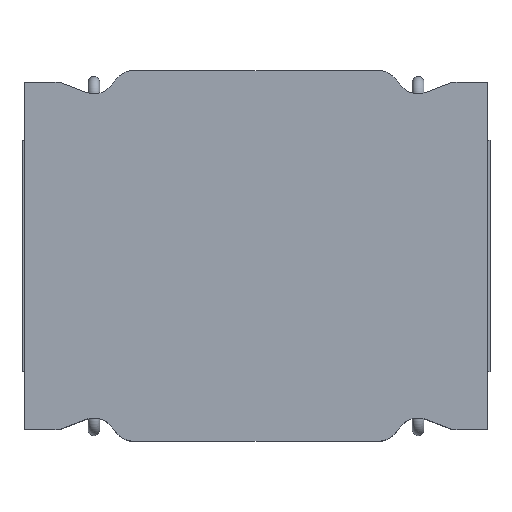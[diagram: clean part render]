
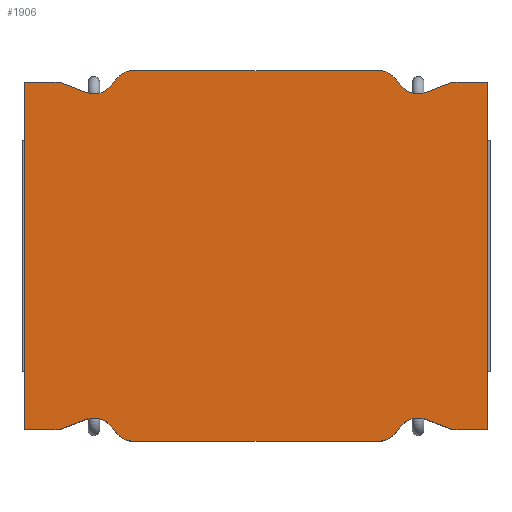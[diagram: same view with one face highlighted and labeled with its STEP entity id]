
A CAD part, top view. The second image highlights one B-rep face of the part: STEP entity #1906.
In plain terms, the highlighted planar face has unit normal (0, 0, 1).
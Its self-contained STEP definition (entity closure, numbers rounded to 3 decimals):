
#95=PLANE('',#2106);
#208=FACE_OUTER_BOUND('',#314,.T.);
#314=EDGE_LOOP('',(#1558,#1559,#1560,#1561,#1562,#1563,#1564,#1565,#1566,
#1567,#1568,#1569,#1570,#1571,#1572,#1573,#1574,#1575,#1576,#1577));
#439=LINE('',#3462,#586);
#440=LINE('',#3468,#587);
#441=LINE('',#3470,#588);
#442=LINE('',#3472,#589);
#443=LINE('',#3474,#590);
#444=LINE('',#3476,#591);
#445=LINE('',#3482,#592);
#446=LINE('',#3488,#593);
#447=LINE('',#3490,#594);
#448=LINE('',#3492,#595);
#449=LINE('',#3494,#596);
#450=LINE('',#3496,#597);
#586=VECTOR('',#2564,1.);
#587=VECTOR('',#2569,1.);
#588=VECTOR('',#2570,1.);
#589=VECTOR('',#2571,1.);
#590=VECTOR('',#2572,1.);
#591=VECTOR('',#2573,1.);
#592=VECTOR('',#2578,1.);
#593=VECTOR('',#2583,1.);
#594=VECTOR('',#2584,1.);
#595=VECTOR('',#2585,1.);
#596=VECTOR('',#2586,1.);
#597=VECTOR('',#2587,1.);
#706=CIRCLE('',#2107,0.1);
#707=CIRCLE('',#2108,0.1);
#708=CIRCLE('',#2109,0.1);
#709=CIRCLE('',#2110,0.1);
#710=CIRCLE('',#2111,0.1);
#711=CIRCLE('',#2112,0.1);
#712=CIRCLE('',#2113,0.1);
#713=CIRCLE('',#2114,0.1);
#849=VERTEX_POINT('',#3460);
#850=VERTEX_POINT('',#3461);
#851=VERTEX_POINT('',#3463);
#852=VERTEX_POINT('',#3465);
#853=VERTEX_POINT('',#3467);
#854=VERTEX_POINT('',#3469);
#855=VERTEX_POINT('',#3471);
#856=VERTEX_POINT('',#3473);
#857=VERTEX_POINT('',#3475);
#858=VERTEX_POINT('',#3477);
#859=VERTEX_POINT('',#3479);
#860=VERTEX_POINT('',#3481);
#861=VERTEX_POINT('',#3483);
#862=VERTEX_POINT('',#3485);
#863=VERTEX_POINT('',#3487);
#864=VERTEX_POINT('',#3489);
#865=VERTEX_POINT('',#3491);
#866=VERTEX_POINT('',#3493);
#867=VERTEX_POINT('',#3495);
#868=VERTEX_POINT('',#3497);
#1092=EDGE_CURVE('',#849,#850,#439,.T.);
#1093=EDGE_CURVE('',#851,#849,#706,.T.);
#1094=EDGE_CURVE('',#852,#851,#707,.T.);
#1095=EDGE_CURVE('',#853,#852,#440,.T.);
#1096=EDGE_CURVE('',#854,#853,#441,.T.);
#1097=EDGE_CURVE('',#855,#854,#442,.T.);
#1098=EDGE_CURVE('',#856,#855,#443,.T.);
#1099=EDGE_CURVE('',#857,#856,#444,.T.);
#1100=EDGE_CURVE('',#858,#857,#708,.T.);
#1101=EDGE_CURVE('',#859,#858,#709,.T.);
#1102=EDGE_CURVE('',#860,#859,#445,.T.);
#1103=EDGE_CURVE('',#861,#860,#710,.T.);
#1104=EDGE_CURVE('',#862,#861,#711,.T.);
#1105=EDGE_CURVE('',#863,#862,#446,.T.);
#1106=EDGE_CURVE('',#864,#863,#447,.T.);
#1107=EDGE_CURVE('',#865,#864,#448,.T.);
#1108=EDGE_CURVE('',#866,#865,#449,.T.);
#1109=EDGE_CURVE('',#867,#866,#450,.T.);
#1110=EDGE_CURVE('',#868,#867,#712,.T.);
#1111=EDGE_CURVE('',#850,#868,#713,.T.);
#1558=ORIENTED_EDGE('',*,*,#1092,.F.);
#1559=ORIENTED_EDGE('',*,*,#1093,.F.);
#1560=ORIENTED_EDGE('',*,*,#1094,.F.);
#1561=ORIENTED_EDGE('',*,*,#1095,.F.);
#1562=ORIENTED_EDGE('',*,*,#1096,.F.);
#1563=ORIENTED_EDGE('',*,*,#1097,.F.);
#1564=ORIENTED_EDGE('',*,*,#1098,.F.);
#1565=ORIENTED_EDGE('',*,*,#1099,.F.);
#1566=ORIENTED_EDGE('',*,*,#1100,.F.);
#1567=ORIENTED_EDGE('',*,*,#1101,.F.);
#1568=ORIENTED_EDGE('',*,*,#1102,.F.);
#1569=ORIENTED_EDGE('',*,*,#1103,.F.);
#1570=ORIENTED_EDGE('',*,*,#1104,.F.);
#1571=ORIENTED_EDGE('',*,*,#1105,.F.);
#1572=ORIENTED_EDGE('',*,*,#1106,.F.);
#1573=ORIENTED_EDGE('',*,*,#1107,.F.);
#1574=ORIENTED_EDGE('',*,*,#1108,.F.);
#1575=ORIENTED_EDGE('',*,*,#1109,.F.);
#1576=ORIENTED_EDGE('',*,*,#1110,.F.);
#1577=ORIENTED_EDGE('',*,*,#1111,.F.);
#1906=ADVANCED_FACE('',(#208),#95,.F.);
#2106=AXIS2_PLACEMENT_3D('',#3459,#2562,#2563);
#2107=AXIS2_PLACEMENT_3D('',#3464,#2565,#2566);
#2108=AXIS2_PLACEMENT_3D('',#3466,#2567,#2568);
#2109=AXIS2_PLACEMENT_3D('',#3478,#2574,#2575);
#2110=AXIS2_PLACEMENT_3D('',#3480,#2576,#2577);
#2111=AXIS2_PLACEMENT_3D('',#3484,#2579,#2580);
#2112=AXIS2_PLACEMENT_3D('',#3486,#2581,#2582);
#2113=AXIS2_PLACEMENT_3D('',#3498,#2588,#2589);
#2114=AXIS2_PLACEMENT_3D('',#3499,#2590,#2591);
#2562=DIRECTION('center_axis',(0.,0.,-1.));
#2563=DIRECTION('ref_axis',(0.,-1.,0.));
#2564=DIRECTION('',(1.,0.,0.));
#2565=DIRECTION('center_axis',(0.,0.,-1.));
#2566=DIRECTION('ref_axis',(0.,-1.,0.));
#2567=DIRECTION('center_axis',(0.,0.,1.));
#2568=DIRECTION('ref_axis',(0.,-1.,0.));
#2569=DIRECTION('',(0.935,-0.355,0.));
#2570=DIRECTION('',(1.,0.,0.));
#2571=DIRECTION('',(0.,1.,0.));
#2572=DIRECTION('',(-1.,0.,0.));
#2573=DIRECTION('',(-0.935,-0.355,0.));
#2574=DIRECTION('center_axis',(0.,0.,1.));
#2575=DIRECTION('ref_axis',(0.,-1.,0.));
#2576=DIRECTION('center_axis',(0.,0.,-1.));
#2577=DIRECTION('ref_axis',(0.,-1.,0.));
#2578=DIRECTION('',(-1.,0.,0.));
#2579=DIRECTION('center_axis',(0.,0.,-1.));
#2580=DIRECTION('ref_axis',(0.,-1.,0.));
#2581=DIRECTION('center_axis',(0.,0.,1.));
#2582=DIRECTION('ref_axis',(0.,-1.,0.));
#2583=DIRECTION('',(-0.935,0.355,0.));
#2584=DIRECTION('',(-1.,0.,0.));
#2585=DIRECTION('',(0.,-1.,0.));
#2586=DIRECTION('',(1.,0.,0.));
#2587=DIRECTION('',(0.935,0.355,0.));
#2588=DIRECTION('center_axis',(0.,0.,1.));
#2589=DIRECTION('ref_axis',(0.,-1.,0.));
#2590=DIRECTION('center_axis',(0.,0.,-1.));
#2591=DIRECTION('ref_axis',(0.,-1.,0.));
#3459=CARTESIAN_POINT('Origin',(-0.7,0.8,0.625));
#3460=CARTESIAN_POINT('',(-0.527,0.8,0.625));
#3461=CARTESIAN_POINT('',(0.527,0.8,0.625));
#3462=CARTESIAN_POINT('',(-0.527,0.8,0.625));
#3463=CARTESIAN_POINT('',(-0.613,0.75,0.625));
#3464=CARTESIAN_POINT('Origin',(-0.527,0.7,0.625));
#3465=CARTESIAN_POINT('',(-0.736,0.707,0.625));
#3466=CARTESIAN_POINT('Origin',(-0.7,0.8,0.625));
#3467=CARTESIAN_POINT('',(-0.85,0.75,0.625));
#3468=CARTESIAN_POINT('',(-0.85,0.75,0.625));
#3469=CARTESIAN_POINT('',(-1.,0.75,0.625));
#3470=CARTESIAN_POINT('',(-1.,0.75,0.625));
#3471=CARTESIAN_POINT('',(-1.,-0.75,0.625));
#3472=CARTESIAN_POINT('',(-1.,-0.75,0.625));
#3473=CARTESIAN_POINT('',(-0.85,-0.75,0.625));
#3474=CARTESIAN_POINT('',(-0.85,-0.75,0.625));
#3475=CARTESIAN_POINT('',(-0.736,-0.707,0.625));
#3476=CARTESIAN_POINT('',(-0.736,-0.707,0.625));
#3477=CARTESIAN_POINT('',(-0.613,-0.75,0.625));
#3478=CARTESIAN_POINT('Origin',(-0.7,-0.8,0.625));
#3479=CARTESIAN_POINT('',(-0.527,-0.8,0.625));
#3480=CARTESIAN_POINT('Origin',(-0.527,-0.7,0.625));
#3481=CARTESIAN_POINT('',(0.527,-0.8,0.625));
#3482=CARTESIAN_POINT('',(0.527,-0.8,0.625));
#3483=CARTESIAN_POINT('',(0.613,-0.75,0.625));
#3484=CARTESIAN_POINT('Origin',(0.527,-0.7,0.625));
#3485=CARTESIAN_POINT('',(0.736,-0.707,0.625));
#3486=CARTESIAN_POINT('Origin',(0.7,-0.8,0.625));
#3487=CARTESIAN_POINT('',(0.85,-0.75,0.625));
#3488=CARTESIAN_POINT('',(0.85,-0.75,0.625));
#3489=CARTESIAN_POINT('',(1.,-0.75,0.625));
#3490=CARTESIAN_POINT('',(1.,-0.75,0.625));
#3491=CARTESIAN_POINT('',(1.,0.75,0.625));
#3492=CARTESIAN_POINT('',(1.,0.75,0.625));
#3493=CARTESIAN_POINT('',(0.85,0.75,0.625));
#3494=CARTESIAN_POINT('',(0.85,0.75,0.625));
#3495=CARTESIAN_POINT('',(0.736,0.707,0.625));
#3496=CARTESIAN_POINT('',(0.736,0.707,0.625));
#3497=CARTESIAN_POINT('',(0.613,0.75,0.625));
#3498=CARTESIAN_POINT('Origin',(0.7,0.8,0.625));
#3499=CARTESIAN_POINT('Origin',(0.527,0.7,0.625));
